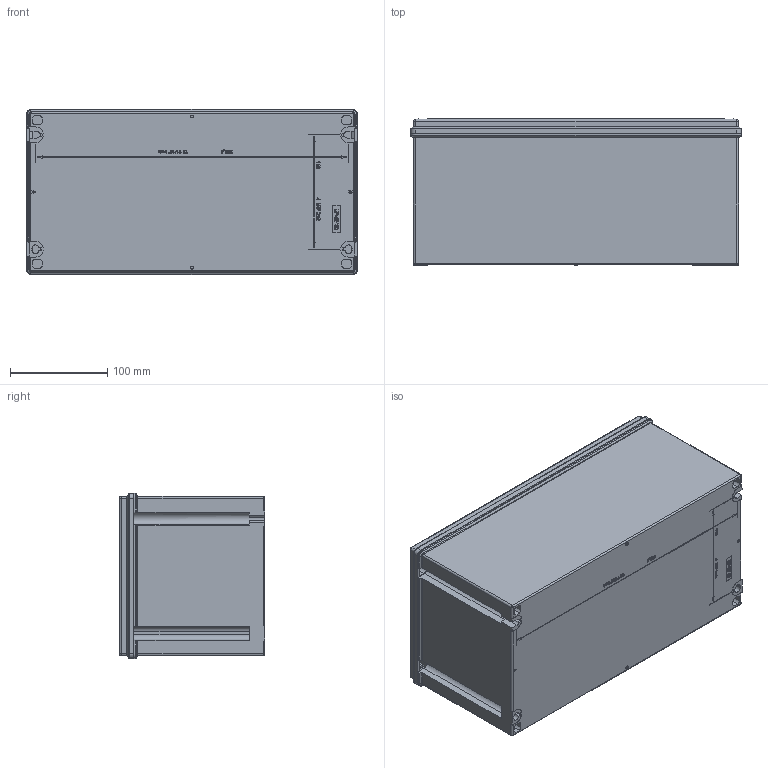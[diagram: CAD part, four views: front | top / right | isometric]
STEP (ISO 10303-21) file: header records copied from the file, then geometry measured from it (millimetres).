
FILE_DESCRIPTION (( 'STEP AP203' ), '1' );
FILE_NAME ('8146-_S73.STEP', '2014-10-13T12:23:08', ( '' ), ( '' ), 'SwSTEP 2.0', 'SolidWorks 2014', '' );
FILE_SCHEMA (( 'CONFIG_CONTROL_DESIGN' ));
Length unit declared in the file: millimetre
Products named in the file (8): 509_642_0; 8146-_S73; 81_469_56_04_0_3d export; 81_469_48_05_0; 81_460_53_05_0_3d export; 509_642_0_1_montiert
Assembly tree (10 placements, depth 3):
  8146-_S73
    81_469_56_04_0_3d export
      81_469_56_04_0_3d export
    81_460_53_05_0_3d export
      81_469_48_05_0
    509_642_0  x4
      509_642_0
      509_642_0_1_montiert
Bounding box: 340.5 x 150.3 x 170 mm (x, y, z)
Volume: 985266.3 mm3; surface area: 571540.1 mm2
Topology: 10 solids, 10 shells, 1788 faces, 4628 edges, 2983 vertices
Faces by surface type: plane 931, bspline 409, cylinder 288, cone 84, torus 64, sphere 12
Entity records: 73543 total; most frequent: CARTESIAN_POINT 34720, ORIENTED_EDGE 8644, DIRECTION 6441, EDGE_CURVE 4322, VERTEX_POINT 2797, VECTOR 2717, LINE 2717, AXIS2_PLACEMENT_3D 1862
